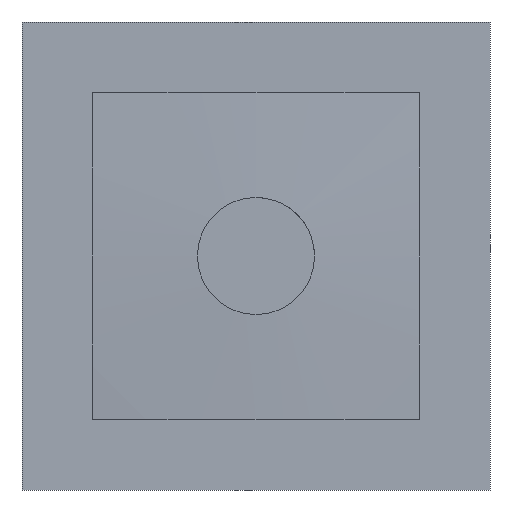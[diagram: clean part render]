
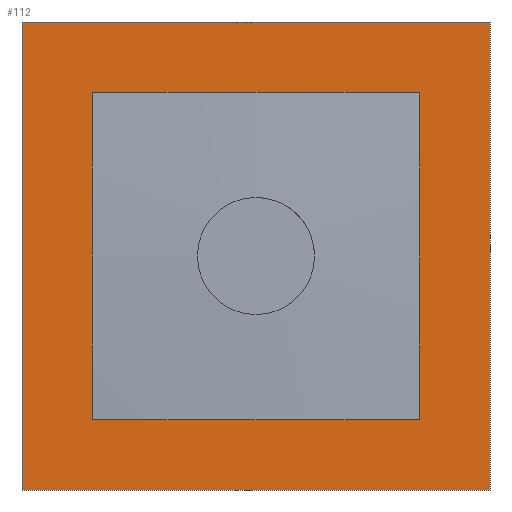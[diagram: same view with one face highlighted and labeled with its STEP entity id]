
A CAD part, front view. The second image highlights one B-rep face of the part: STEP entity #112.
In plain terms, the highlighted planar face has unit normal (0, -1, 0).
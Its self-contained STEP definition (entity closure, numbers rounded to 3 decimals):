
#112 = ADVANCED_FACE( '', ( #234, #235 ), #236, .T. );
#234 = FACE_OUTER_BOUND( '', #363, .T. );
#235 = FACE_BOUND( '', #364, .T. );
#236 = PLANE( '', #365 );
#363 = EDGE_LOOP( '', ( #621, #622, #623, #624 ) );
#364 = EDGE_LOOP( '', ( #625, #626, #627, #628 ) );
#365 = AXIS2_PLACEMENT_3D( '', #629, #630, #631 );
#621 = ORIENTED_EDGE( '', *, *, #831, .T. );
#622 = ORIENTED_EDGE( '', *, *, #799, .T. );
#623 = ORIENTED_EDGE( '', *, *, #740, .T. );
#624 = ORIENTED_EDGE( '', *, *, #832, .T. );
#625 = ORIENTED_EDGE( '', *, *, #818, .F. );
#626 = ORIENTED_EDGE( '', *, *, #771, .F. );
#627 = ORIENTED_EDGE( '', *, *, #808, .F. );
#628 = ORIENTED_EDGE( '', *, *, #753, .F. );
#629 = CARTESIAN_POINT( '', ( 0., -1., 0. ) );
#630 = DIRECTION( '', ( 0., -1., 0. ) );
#631 = DIRECTION( '', ( 0., 0., -1. ) );
#740 = EDGE_CURVE( '', #872, #870, #873, .T. );
#753 = EDGE_CURVE( '', #893, #895, #896, .T. );
#771 = EDGE_CURVE( '', #923, #925, #926, .T. );
#799 = EDGE_CURVE( '', #967, #872, #968, .T. );
#808 = EDGE_CURVE( '', #895, #923, #979, .T. );
#818 = EDGE_CURVE( '', #925, #893, #992, .T. );
#831 = EDGE_CURVE( '', #1009, #967, #1010, .T. );
#832 = EDGE_CURVE( '', #870, #1009, #1011, .T. );
#870 = VERTEX_POINT( '', #1057 );
#872 = VERTEX_POINT( '', #1060 );
#873 = LINE( '', #1061, #1062 );
#893 = VERTEX_POINT( '', #1091 );
#895 = VERTEX_POINT( '', #1094 );
#896 = LINE( '', #1095, #1096 );
#923 = VERTEX_POINT( '', #1135 );
#925 = VERTEX_POINT( '', #1138 );
#926 = LINE( '', #1139, #1140 );
#967 = VERTEX_POINT( '', #1200 );
#968 = LINE( '', #1201, #1202 );
#979 = LINE( '', #1218, #1219 );
#992 = LINE( '', #1238, #1239 );
#1009 = VERTEX_POINT( '', #1264 );
#1010 = LINE( '', #1265, #1266 );
#1011 = LINE( '', #1267, #1268 );
#1057 = CARTESIAN_POINT( '', ( 5., -1., 5. ) );
#1060 = CARTESIAN_POINT( '', ( 5., -1., -5. ) );
#1061 = CARTESIAN_POINT( '', ( 5., -1., -5. ) );
#1062 = VECTOR( '', #1307, 1000. );
#1091 = CARTESIAN_POINT( '', ( 1.75, -1., -1.75 ) );
#1094 = CARTESIAN_POINT( '', ( 1.75, -1., 1.75 ) );
#1095 = CARTESIAN_POINT( '', ( 1.75, -1., -1.75 ) );
#1096 = VECTOR( '', #1318, 1000. );
#1135 = CARTESIAN_POINT( '', ( -1.75, -1., 1.75 ) );
#1138 = CARTESIAN_POINT( '', ( -1.75, -1., -1.75 ) );
#1139 = CARTESIAN_POINT( '', ( -1.75, -1., 1.75 ) );
#1140 = VECTOR( '', #1332, 1000. );
#1200 = CARTESIAN_POINT( '', ( -5., -1., -5. ) );
#1201 = CARTESIAN_POINT( '', ( -5., -1., -5. ) );
#1202 = VECTOR( '', #1355, 1000. );
#1218 = CARTESIAN_POINT( '', ( 1.75, -1., 1.75 ) );
#1219 = VECTOR( '', #1361, 1000. );
#1238 = CARTESIAN_POINT( '', ( -1.75, -1., -1.75 ) );
#1239 = VECTOR( '', #1368, 1000. );
#1264 = CARTESIAN_POINT( '', ( -5., -1., 5. ) );
#1265 = CARTESIAN_POINT( '', ( -5., -1., 5. ) );
#1266 = VECTOR( '', #1377, 1000. );
#1267 = CARTESIAN_POINT( '', ( 5., -1., 5. ) );
#1268 = VECTOR( '', #1378, 1000. );
#1307 = DIRECTION( '', ( 0., 0., 1. ) );
#1318 = DIRECTION( '', ( 0., 0., 1. ) );
#1332 = DIRECTION( '', ( 0., 0., -1. ) );
#1355 = DIRECTION( '', ( 1., 0., 0. ) );
#1361 = DIRECTION( '', ( -1., 0., 0. ) );
#1368 = DIRECTION( '', ( 1., 0., 0. ) );
#1377 = DIRECTION( '', ( 0., 0., -1. ) );
#1378 = DIRECTION( '', ( -1., 0., 0. ) );
